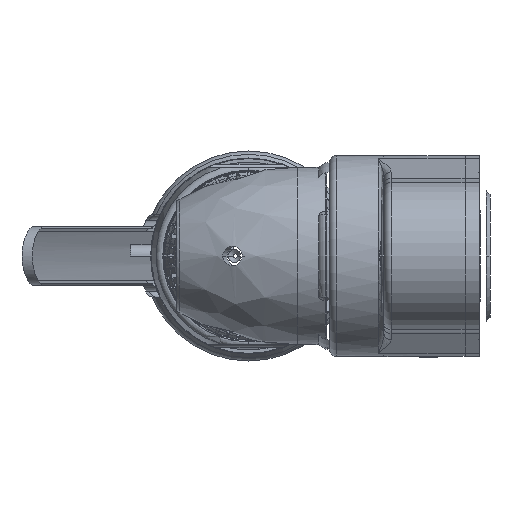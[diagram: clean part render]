
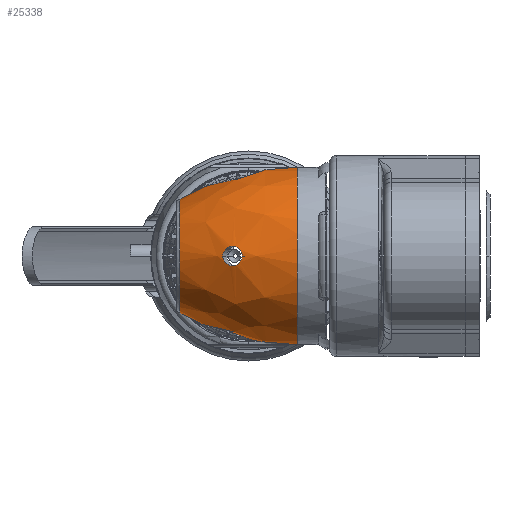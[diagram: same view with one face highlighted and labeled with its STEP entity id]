
A CAD part, left-side view. The second image highlights one B-rep face of the part: STEP entity #25338.
In plain terms, the highlighted free-form (B-spline) face has degree [3, 3] with [7, 4] control points.
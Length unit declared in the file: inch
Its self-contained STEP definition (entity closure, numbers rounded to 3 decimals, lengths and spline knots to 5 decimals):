
#14211=CARTESIAN_POINT('',(-11.12075,0.584,0.));
#14212=DIRECTION('',(0.,1.,0.));
#14213=DIRECTION('',(0.675,0.,-0.738));
#14214=AXIS2_PLACEMENT_3D('',#14211,#14212,#14213);
#14216=CARTESIAN_POINT('',(-11.81812,0.05551,0.));
#14217=CARTESIAN_POINT('',(-11.81812,0.05551,
-0.00886));
#14218=CARTESIAN_POINT('',(-11.81716,0.05807,
-0.02673));
#14219=CARTESIAN_POINT('',(-11.8127,0.07026,
-0.05178));
#14220=CARTESIAN_POINT('',(-11.80627,0.08862,
-0.07051));
#14221=CARTESIAN_POINT('',(-11.79893,0.11095,
-0.08226));
#14222=CARTESIAN_POINT('',(-11.79107,0.13687,
-0.08648));
#14223=CARTESIAN_POINT('',(-11.7839,0.16302,
-0.08179));
#14224=CARTESIAN_POINT('',(-11.77833,0.18541,
-0.06985));
#14225=CARTESIAN_POINT('',(-11.77407,0.20416,
-0.0511));
#14226=CARTESIAN_POINT('',(-11.77146,0.21661,
-0.02632));
#14227=CARTESIAN_POINT('',(-11.77093,0.21924,
-0.00872));
#14228=CARTESIAN_POINT('',(-11.77093,0.21924,0.));
#14230=CARTESIAN_POINT('',(-11.77093,0.21924,0.));
#14231=CARTESIAN_POINT('',(-11.77093,0.21924,
0.0088));
#14232=CARTESIAN_POINT('',(-11.77147,0.21658,
0.02646));
#14233=CARTESIAN_POINT('',(-11.7741,0.20405,
0.05117));
#14234=CARTESIAN_POINT('',(-11.77822,0.18589,
0.06943));
#14235=CARTESIAN_POINT('',(-11.78365,0.164,
0.08134));
#14236=CARTESIAN_POINT('',(-11.79033,0.13953,
0.08619));
#14237=CARTESIAN_POINT('',(-11.79731,0.1162,
0.08343));
#14238=CARTESIAN_POINT('',(-11.80339,0.09731,
0.07561));
#14239=CARTESIAN_POINT('',(-11.80915,0.08032,
0.06298));
#14240=CARTESIAN_POINT('',(-11.81425,0.06601,
0.04443));
#14241=CARTESIAN_POINT('',(-11.81747,0.05726,
0.02225));
#14242=CARTESIAN_POINT('',(-11.81812,0.05551,
0.00731));
#14243=CARTESIAN_POINT('',(-11.81812,0.05551,0.));
#14259=CARTESIAN_POINT('',(-11.12075,-0.416,0.));
#14260=DIRECTION('',(0.,1.,0.));
#14261=DIRECTION('',(0.659,0.,-0.752));
#14262=AXIS2_PLACEMENT_3D('',#14259,#14260,#14261);
#14281=CARTESIAN_POINT('',(-10.79272,0.584,
0.35833));
#14282=CARTESIAN_POINT('',(-10.8045,0.56458,
0.38431));
#14283=CARTESIAN_POINT('',(-10.8285,0.52426,
0.43091));
#14284=CARTESIAN_POINT('',(-10.8616,0.46455,
0.48585));
#14285=CARTESIAN_POINT('',(-10.8905,0.40573,
0.53012));
#14286=CARTESIAN_POINT('',(-10.91336,0.34875,
0.56549));
#14287=CARTESIAN_POINT('',(-10.92897,0.29361,
0.59384));
#14288=CARTESIAN_POINT('',(-10.93683,0.23649,
0.6179));
#14289=CARTESIAN_POINT('',(-10.93422,0.17338,
0.63867));
#14290=CARTESIAN_POINT('',(-10.91864,0.10557,
0.65456));
#14291=CARTESIAN_POINT('',(-10.8915,0.03439,
0.66463));
#14292=CARTESIAN_POINT('',(-10.85402,-0.04232,
0.66816));
#14293=CARTESIAN_POINT('',(-10.80787,-0.12475,
0.66355));
#14294=CARTESIAN_POINT('',(-10.75393,-0.21393,
0.64849));
#14295=CARTESIAN_POINT('',(-10.69291,-0.31034,
0.61969));
#14296=CARTESIAN_POINT('',(-10.6474,-0.38037,
0.5874));
#14297=CARTESIAN_POINT('',(-10.62407,-0.416,
0.56696));
#14351=CARTESIAN_POINT('',(-10.62407,-0.416,
-0.56696));
#14352=CARTESIAN_POINT('',(-10.64731,-0.38051,
-0.58732));
#14353=CARTESIAN_POINT('',(-10.69263,-0.31077,
-0.6195));
#14354=CARTESIAN_POINT('',(-10.7534,-0.21477,
-0.64827));
#14355=CARTESIAN_POINT('',(-10.80713,-0.126,
-0.66339));
#14356=CARTESIAN_POINT('',(-10.85318,-0.04389,
-0.66814));
#14357=CARTESIAN_POINT('',(-10.89064,0.0325,
-0.66479));
#14358=CARTESIAN_POINT('',(-10.9179,0.1033,
-0.65497));
#14359=CARTESIAN_POINT('',(-10.93386,0.1709,
-0.63935));
#14360=CARTESIAN_POINT('',(-10.93696,0.23428,
-0.61874));
#14361=CARTESIAN_POINT('',(-10.92935,0.29193,
-0.59463));
#14362=CARTESIAN_POINT('',(-10.91382,0.34745,
-0.56623));
#14363=CARTESIAN_POINT('',(-10.89096,0.40474,
-0.53081));
#14364=CARTESIAN_POINT('',(-10.86196,0.46388,
-0.48642));
#14365=CARTESIAN_POINT('',(-10.8287,0.52393,
-0.43127));
#14366=CARTESIAN_POINT('',(-10.80456,0.56447,
-0.38445));
#14367=CARTESIAN_POINT('',(-10.79272,0.584,
-0.35833));
#23687=VERTEX_POINT('',#14281);
#23688=VERTEX_POINT('',#14297);
#23691=VERTEX_POINT('',#14351);
#23692=VERTEX_POINT('',#14367);
#25276=VERTEX_POINT('',#14216);
#25277=VERTEX_POINT('',#14228);
#25294=CARTESIAN_POINT('',(-10.5627,-0.43694,
-0.50652));
#25295=CARTESIAN_POINT('',(-10.55985,-0.06938,
-0.5091));
#25296=CARTESIAN_POINT('',(-10.6303,0.28569,
-0.44516));
#25297=CARTESIAN_POINT('',(-10.76885,0.60208,
-0.3194));
#25298=CARTESIAN_POINT('',(-11.11199,-0.43694,
-1.11168));
#25299=CARTESIAN_POINT('',(-11.11194,-0.06938,
-1.11736));
#25300=CARTESIAN_POINT('',(-11.11305,0.28569,
-0.97702));
#25301=CARTESIAN_POINT('',(-11.11522,0.60208,
-0.70101));
#25302=CARTESIAN_POINT('',(-11.87439,-0.43694,
-0.81727));
#25303=CARTESIAN_POINT('',(-11.87824,-0.06938,
-0.82145));
#25304=CARTESIAN_POINT('',(-11.7831,0.28569,
-0.71828));
#25305=CARTESIAN_POINT('',(-11.59598,0.60208,
-0.51536));
#25306=CARTESIAN_POINT('',(-11.87439,-0.43694,0.));
#25307=CARTESIAN_POINT('',(-11.87824,-0.06938,0.));
#25308=CARTESIAN_POINT('',(-11.7831,0.28569,0.));
#25309=CARTESIAN_POINT('',(-11.59598,0.60208,0.));
#25310=CARTESIAN_POINT('',(-11.87439,-0.43694,
0.81727));
#25311=CARTESIAN_POINT('',(-11.87824,-0.06938,
0.82145));
#25312=CARTESIAN_POINT('',(-11.7831,0.28569,
0.71828));
#25313=CARTESIAN_POINT('',(-11.59598,0.60208,
0.51536));
#25314=CARTESIAN_POINT('',(-11.11199,-0.43694,
1.11168));
#25315=CARTESIAN_POINT('',(-11.11194,-0.06938,
1.11736));
#25316=CARTESIAN_POINT('',(-11.11305,0.28569,
0.97702));
#25317=CARTESIAN_POINT('',(-11.11522,0.60208,
0.70101));
#25318=CARTESIAN_POINT('',(-10.5627,-0.43694,
0.50652));
#25319=CARTESIAN_POINT('',(-10.55985,-0.06938,
0.5091));
#25320=CARTESIAN_POINT('',(-10.6303,0.28569,
0.44516));
#25321=CARTESIAN_POINT('',(-10.76885,0.60208,
0.3194));
#25322=(BOUNDED_SURFACE()B_SPLINE_SURFACE(3,3,((#25294,#25295,#25296,#25297),(
#25298,#25299,#25300,#25301),(#25302,#25303,#25304,#25305),(#25306,#25307,
#25308,#25309),(#25310,#25311,#25312,#25313),(#25314,#25315,#25316,#25317),(
#25318,#25319,#25320,#25321)),.UNSPECIFIED.,.F.,.F.,.F.)B_SPLINE_SURFACE_WITH_KNOTS((4,3,4),(4,4),(0.,1.,2.),(0.,1.),.UNSPECIFIED.)GEOMETRIC_REPRESENTATION_ITEM()RATIONAL_B_SPLINE_SURFACE(((1.498,1.461,
1.461,1.498),(0.859,0.838,
0.838,0.859),(0.859,0.838,
0.838,0.859),(1.498,1.461,
1.461,1.498),(0.859,0.838,
0.838,0.859),(0.859,0.838,
0.838,0.859),(1.498,1.461,
1.461,1.498)))REPRESENTATION_ITEM('')SURFACE());
#25324=ORIENTED_EDGE('',*,*,#25323,.T.);
#25326=ORIENTED_EDGE('',*,*,#25325,.F.);
#25328=ORIENTED_EDGE('',*,*,#25327,.T.);
#25329=ORIENTED_EDGE('',*,*,#25287,.T.);
#25330=EDGE_LOOP('',(#25324,#25326,#25328,#25329));
#25331=FACE_OUTER_BOUND('',#25330,.F.);
#25333=ORIENTED_EDGE('',*,*,#25332,.F.);
#25335=ORIENTED_EDGE('',*,*,#25334,.F.);
#25336=EDGE_LOOP('',(#25333,#25335));
#25337=FACE_BOUND('',#25336,.F.);
#25338=ADVANCED_FACE('',(#25331,#25337),#25322,.T.);
#14215=CIRCLE('',#14214,0.4858);
#14229=B_SPLINE_CURVE_WITH_KNOTS('',3,(#14216,#14217,#14218,#14219,#14220,
#14221,#14222,#14223,#14224,#14225,#14226,#14227,#14228),.UNSPECIFIED.,.F.,.F.,(
4,1,1,1,1,1,1,1,1,1,4),(0.,0.1,0.2,0.3,0.4,0.5,0.6,0.7,0.8,
0.9,1.),.UNSPECIFIED.);
#14244=B_SPLINE_CURVE_WITH_KNOTS('',3,(#14230,#14231,#14232,#14233,#14234,
#14235,#14236,#14237,#14238,#14239,#14240,#14241,#14242,#14243),.UNSPECIFIED.,
.F.,.F.,(4,1,1,1,1,1,1,1,1,1,1,4),(0.,0.09091,0.18182,
0.27273,0.36364,0.45455,0.54545,
0.63636,0.72727,0.81818,0.90909,1.),
.UNSPECIFIED.);
#14263=CIRCLE('',#14262,0.75375);
#14298=B_SPLINE_CURVE_WITH_KNOTS('',3,(#14281,#14282,#14283,#14284,#14285,
#14286,#14287,#14288,#14289,#14290,#14291,#14292,#14293,#14294,#14295,#14296,
#14297),.UNSPECIFIED.,.F.,.F.,(4,1,1,1,1,1,1,1,1,1,1,1,1,1,4),(0.,
0.07143,0.14286,0.21429,0.28571,
0.35714,0.42857,0.5,0.57143,0.64286,
0.71429,0.78571,0.85714,0.92857,1.),
.UNSPECIFIED.);
#14368=B_SPLINE_CURVE_WITH_KNOTS('',3,(#14351,#14352,#14353,#14354,#14355,
#14356,#14357,#14358,#14359,#14360,#14361,#14362,#14363,#14364,#14365,#14366,
#14367),.UNSPECIFIED.,.F.,.F.,(4,1,1,1,1,1,1,1,1,1,1,1,1,1,4),(0.,
0.07143,0.14286,0.21429,0.28571,
0.35714,0.42857,0.5,0.57143,0.64286,
0.71429,0.78571,0.85714,0.92857,1.),
.UNSPECIFIED.);
#25287=EDGE_CURVE('',#23692,#23687,#14215,.T.);
#25323=EDGE_CURVE('',#23687,#23688,#14298,.T.);
#25325=EDGE_CURVE('',#23691,#23688,#14263,.T.);
#25327=EDGE_CURVE('',#23691,#23692,#14368,.T.);
#25332=EDGE_CURVE('',#25276,#25277,#14229,.T.);
#25334=EDGE_CURVE('',#25277,#25276,#14244,.T.);
